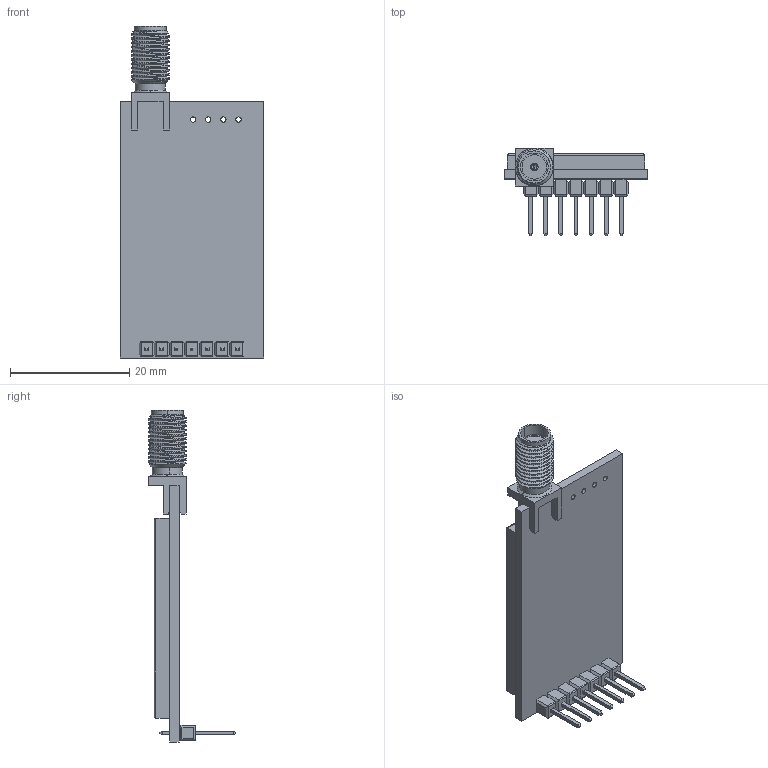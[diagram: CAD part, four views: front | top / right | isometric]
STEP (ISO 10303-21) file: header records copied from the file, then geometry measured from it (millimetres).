
FILE_DESCRIPTION (( 'STEP AP214' ), '1' );
FILE_NAME ('E32-868T30D_Assembly_with_SPI_Header.STEP', '2021-12-12T22:20:19', ( 'Doðukan' ), ( '' ), 'SwSTEP 2.0', 'SolidWorks 2019', '' );
FILE_SCHEMA (( 'AUTOMOTIVE_DESIGN' ));
Length unit declared in the file: millimetre
Products named in the file (4): SMA-K Connector_Varsay考an; E32-868T30D_Assembly_with_SPI_Header; Pin Header 1x7 TH Pitch 2.54mm.stp_Varsay考an; Board_Varsay考an
Assembly tree (3 placements, depth 2):
  E32-868T30D_Assembly_with_SPI_Header
    Board_Varsay考an
    SMA-K Connector_Varsay考an
    Pin Header 1x7 TH Pitch 2.54mm.stp_Varsay考an
Bounding box: 24 x 14.65 x 55.7 mm (x, y, z)
Volume: 3990.8 mm3; surface area: 3629.5 mm2
Topology: 2 solids, 10 shells, 380 faces, 1018 edges, 665 vertices
Faces by surface type: plane 268, cylinder 66, bspline 30, cone 16
Entity records: 14485 total; most frequent: CARTESIAN_POINT 5872, ORIENTED_EDGE 2032, DIRECTION 1085, EDGE_CURVE 1016, B_SPLINE_CURVE_WITH_KNOTS 740, VERTEX_POINT 665, AXIS2_PLACEMENT_3D 457, EDGE_LOOP 425
